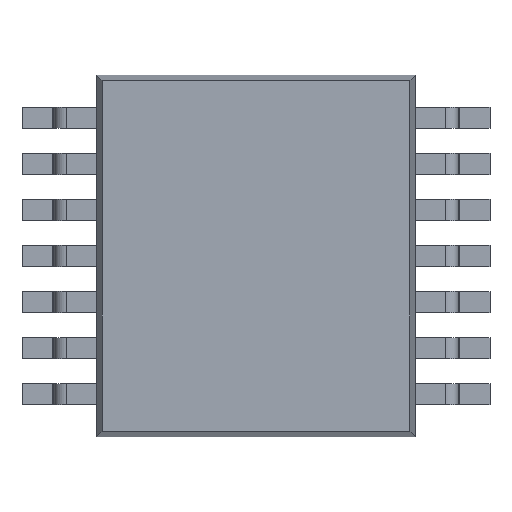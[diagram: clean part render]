
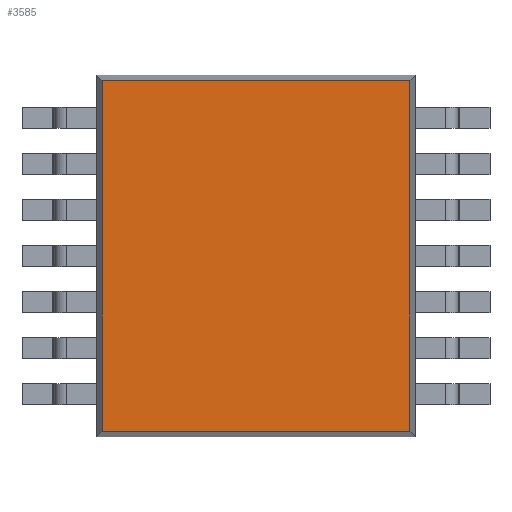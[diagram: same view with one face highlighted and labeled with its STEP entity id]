
A CAD part, top view. The second image highlights one B-rep face of the part: STEP entity #3585.
In plain terms, the highlighted planar face has unit normal (0, 0, 1).
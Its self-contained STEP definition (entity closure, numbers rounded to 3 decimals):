
#223=FACE_OUTER_BOUND('',#433,.T.);
#433=EDGE_LOOP('',(#2403,#2404,#2405,#2406));
#650=LINE('',#5241,#1070);
#652=LINE('',#5246,#1072);
#655=LINE('',#5250,#1075);
#657=LINE('',#5253,#1077);
#1070=VECTOR('',#4170,10.);
#1072=VECTOR('',#4174,10.);
#1075=VECTOR('',#4179,10.);
#1077=VECTOR('',#4183,10.);
#1483=VERTEX_POINT('',#5238);
#1484=VERTEX_POINT('',#5240);
#1485=VERTEX_POINT('',#5244);
#1486=VERTEX_POINT('',#5245);
#1842=EDGE_CURVE('',#1483,#1484,#650,.T.);
#1844=EDGE_CURVE('',#1485,#1486,#652,.T.);
#1847=EDGE_CURVE('',#1486,#1483,#655,.T.);
#1849=EDGE_CURVE('',#1484,#1485,#657,.T.);
#2403=ORIENTED_EDGE('',*,*,#1844,.F.);
#2404=ORIENTED_EDGE('',*,*,#1849,.F.);
#2405=ORIENTED_EDGE('',*,*,#1842,.F.);
#2406=ORIENTED_EDGE('',*,*,#1847,.F.);
#3431=PLANE('',#3823);
#3585=ADVANCED_FACE('',(#223),#3431,.T.);
#3823=AXIS2_PLACEMENT_3D('',#5256,#4187,#4188);
#4170=DIRECTION('',(1.,0.,0.));
#4174=DIRECTION('',(-1.,0.,0.));
#4179=DIRECTION('',(0.,1.,0.));
#4183=DIRECTION('',(0.,-1.,0.));
#4187=DIRECTION('center_axis',(0.,0.,1.));
#4188=DIRECTION('ref_axis',(0.,-1.,0.));
#5238=CARTESIAN_POINT('',(-2.171,2.471,1.2));
#5240=CARTESIAN_POINT('',(2.171,2.471,1.2));
#5241=CARTESIAN_POINT('',(0.,2.471,1.2));
#5244=CARTESIAN_POINT('',(2.171,-2.471,1.2));
#5245=CARTESIAN_POINT('',(-2.171,-2.471,1.2));
#5246=CARTESIAN_POINT('',(0.,-2.471,1.2));
#5250=CARTESIAN_POINT('',(-2.171,1.275,1.2));
#5253=CARTESIAN_POINT('',(2.171,1.275,1.2));
#5256=CARTESIAN_POINT('Origin',(0.,2.55,1.2));
